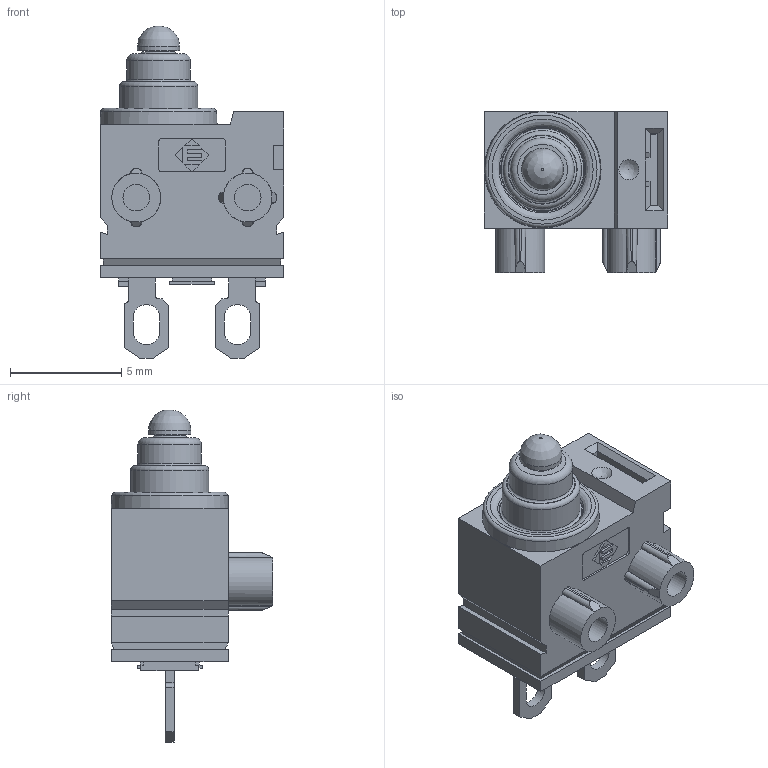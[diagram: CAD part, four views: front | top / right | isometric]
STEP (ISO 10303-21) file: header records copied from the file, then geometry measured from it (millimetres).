
FILE_DESCRIPTION(/* description */ (''),/* implementation_level */ '2;1');
FILE_NAME(/* name */ 'TD1250AF160QS1.stp',/* time_stamp */ '2024-02-16T14:31:17-06:00',/* author */ ('mroman'),/* organization */ (''),/* preprocessor_version */ 'ST-DEVELOPER v18.1',/* originating_system */ 'Autodesk Inventor 2022',/* authorisation */ '');
FILE_SCHEMA (('AUTOMOTIVE_DESIGN { 1 0 10303 214 3 1 1 }'));
Length unit declared in the file: millimetre
Products named in the file (1): TD1250AF160QS1
Bounding box: 8.25 x 7.25 x 14.9 mm (x, y, z)
Volume: 349.6 mm3; surface area: 459 mm2
Topology: 1 solids, 6 shells, 266 faces, 677 edges, 441 vertices
Faces by surface type: plane 203, cylinder 51, torus 6, cone 4, bspline 2
Full cylindrical faces by diameter (mm): 1.2 x3, 1.9 x1, 2.85 x1, 3.5 x1, 4.5 x1, 4.65 x1
Entity records: 8045 total; most frequent: CARTESIAN_POINT 1436, ORIENTED_EDGE 1352, DIRECTION 1348, EDGE_CURVE 676, LINE 534, VECTOR 534, VERTEX_POINT 441, AXIS2_PLACEMENT_3D 407
